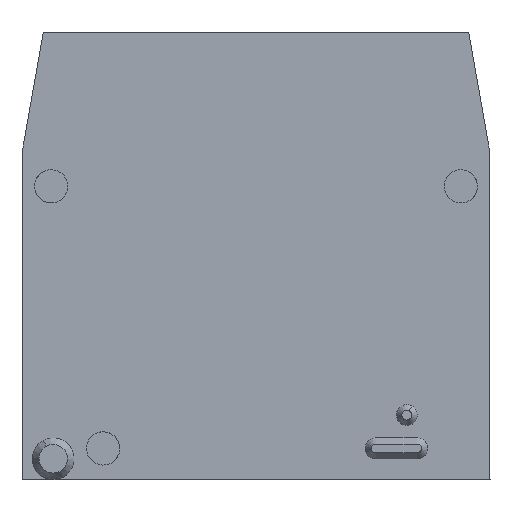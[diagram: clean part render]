
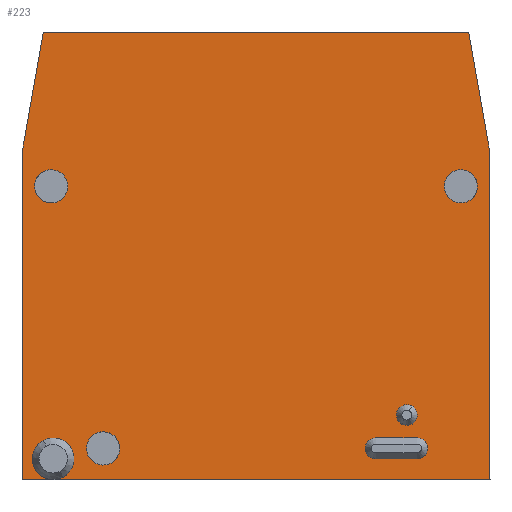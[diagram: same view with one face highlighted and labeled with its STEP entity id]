
A CAD part, left-side view. The second image highlights one B-rep face of the part: STEP entity #223.
In plain terms, the highlighted planar face has unit normal (-1, 0, 0).
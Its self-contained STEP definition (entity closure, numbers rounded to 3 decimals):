
#35=AXIS2_PLACEMENT_3D('Plane Axis2P3D',#32,#33,#34) ;
#88=AXIS2_PLACEMENT_3D('Circle Axis2P3D',#86,#87,$) ;
#95=AXIS2_PLACEMENT_3D('Circle Axis2P3D',#93,#94,$) ;
#102=AXIS2_PLACEMENT_3D('Circle Axis2P3D',#100,#101,$) ;
#119=AXIS2_PLACEMENT_3D('Circle Axis2P3D',#117,#118,$) ;
#128=AXIS2_PLACEMENT_3D('Circle Axis2P3D',#126,#127,$) ;
#137=AXIS2_PLACEMENT_3D('Circle Axis2P3D',#135,#136,$) ;
#146=AXIS2_PLACEMENT_3D('Circle Axis2P3D',#144,#145,$) ;
#155=AXIS2_PLACEMENT_3D('Circle Axis2P3D',#153,#154,$) ;
#164=AXIS2_PLACEMENT_3D('Circle Axis2P3D',#162,#163,$) ;
#173=AXIS2_PLACEMENT_3D('Circle Axis2P3D',#171,#172,$) ;
#182=AXIS2_PLACEMENT_3D('Circle Axis2P3D',#180,#181,$) ;
#191=AXIS2_PLACEMENT_3D('Circle Axis2P3D',#189,#190,$) ;
#207=AXIS2_PLACEMENT_3D('Circle Axis2P3D',#205,#206,$) ;
#32=CARTESIAN_POINT('Axis2P3D Location',(2.,11.2,0.05)) ;
#37=CARTESIAN_POINT('Line Origine',(2.,10.5,0.)) ;
#41=CARTESIAN_POINT('Vertex',(2.,21.,0.)) ;
#43=CARTESIAN_POINT('Vertex',(2.,0.,0.)) ;
#46=CARTESIAN_POINT('Line Origine',(2.,0.,7.85)) ;
#50=CARTESIAN_POINT('Vertex',(2.,0.,15.7)) ;
#53=CARTESIAN_POINT('Line Origine',(2.,0.511,18.6)) ;
#57=CARTESIAN_POINT('Vertex',(2.,1.023,21.5)) ;
#60=CARTESIAN_POINT('Line Origine',(2.,11.25,21.5)) ;
#64=CARTESIAN_POINT('Vertex',(2.,21.477,21.5)) ;
#67=CARTESIAN_POINT('Line Origine',(2.,21.989,18.6)) ;
#71=CARTESIAN_POINT('Vertex',(2.,22.5,15.7)) ;
#74=CARTESIAN_POINT('Line Origine',(2.,22.5,7.85)) ;
#78=CARTESIAN_POINT('Vertex',(2.,22.5,0.)) ;
#81=CARTESIAN_POINT('Line Origine',(2.,21.75,0.)) ;
#86=CARTESIAN_POINT('Axis2P3D Location',(2.,21.,1.)) ;
#90=CARTESIAN_POINT('Vertex',(2.,21.479,1.878)) ;
#93=CARTESIAN_POINT('Axis2P3D Location',(2.,21.,1.)) ;
#97=CARTESIAN_POINT('Vertex',(2.,20.521,0.122)) ;
#100=CARTESIAN_POINT('Axis2P3D Location',(2.,21.,1.)) ;
#117=CARTESIAN_POINT('Axis2P3D Location',(2.,18.6,1.5)) ;
#121=CARTESIAN_POINT('Vertex',(2.,18.984,2.202)) ;
#123=CARTESIAN_POINT('Vertex',(2.,18.216,0.798)) ;
#126=CARTESIAN_POINT('Axis2P3D Location',(2.,18.6,1.5)) ;
#135=CARTESIAN_POINT('Axis2P3D Location',(2.,21.1,14.1)) ;
#139=CARTESIAN_POINT('Vertex',(2.,21.484,14.802)) ;
#141=CARTESIAN_POINT('Vertex',(2.,20.716,13.398)) ;
#144=CARTESIAN_POINT('Axis2P3D Location',(2.,21.1,14.1)) ;
#153=CARTESIAN_POINT('Axis2P3D Location',(2.,1.4,14.1)) ;
#157=CARTESIAN_POINT('Vertex',(2.,1.784,14.802)) ;
#159=CARTESIAN_POINT('Vertex',(2.,1.016,13.398)) ;
#162=CARTESIAN_POINT('Axis2P3D Location',(2.,1.4,14.1)) ;
#171=CARTESIAN_POINT('Axis2P3D Location',(2.,4.,3.1)) ;
#175=CARTESIAN_POINT('Vertex',(2.,3.76,3.539)) ;
#177=CARTESIAN_POINT('Vertex',(2.,4.24,2.661)) ;
#180=CARTESIAN_POINT('Axis2P3D Location',(2.,4.,3.1)) ;
#189=CARTESIAN_POINT('Axis2P3D Location',(2.,3.5,1.5)) ;
#193=CARTESIAN_POINT('Vertex',(2.,3.5,1.)) ;
#195=CARTESIAN_POINT('Vertex',(2.,3.5,2.)) ;
#198=CARTESIAN_POINT('Line Origine',(2.,4.5,1.)) ;
#202=CARTESIAN_POINT('Vertex',(2.,5.5,1.)) ;
#205=CARTESIAN_POINT('Axis2P3D Location',(2.,5.5,1.5)) ;
#209=CARTESIAN_POINT('Vertex',(2.,5.5,2.)) ;
#212=CARTESIAN_POINT('Line Origine',(2.,4.5,2.)) ;
#33=DIRECTION('Axis2P3D Direction',(-1.,-0.,0.)) ;
#34=DIRECTION('Axis2P3D XDirection',(0.,-1.,0.)) ;
#38=DIRECTION('Vector Direction',(0.,1.,0.)) ;
#47=DIRECTION('Vector Direction',(0.,0.,1.)) ;
#54=DIRECTION('Vector Direction',(0.,0.174,0.985)) ;
#61=DIRECTION('Vector Direction',(0.,1.,0.)) ;
#68=DIRECTION('Vector Direction',(0.,-0.174,0.985)) ;
#75=DIRECTION('Vector Direction',(0.,0.,1.)) ;
#82=DIRECTION('Vector Direction',(0.,1.,0.)) ;
#87=DIRECTION('Axis2P3D Direction',(-1.,-0.,0.)) ;
#94=DIRECTION('Axis2P3D Direction',(-1.,-0.,0.)) ;
#101=DIRECTION('Axis2P3D Direction',(-1.,-0.,0.)) ;
#118=DIRECTION('Axis2P3D Direction',(-1.,-0.,0.)) ;
#127=DIRECTION('Axis2P3D Direction',(-1.,-0.,0.)) ;
#136=DIRECTION('Axis2P3D Direction',(-1.,-0.,0.)) ;
#145=DIRECTION('Axis2P3D Direction',(-1.,-0.,0.)) ;
#154=DIRECTION('Axis2P3D Direction',(-1.,-0.,0.)) ;
#163=DIRECTION('Axis2P3D Direction',(-1.,-0.,0.)) ;
#172=DIRECTION('Axis2P3D Direction',(-1.,-0.,0.)) ;
#181=DIRECTION('Axis2P3D Direction',(-1.,-0.,0.)) ;
#190=DIRECTION('Axis2P3D Direction',(-1.,-0.,0.)) ;
#199=DIRECTION('Vector Direction',(0.,1.,0.)) ;
#206=DIRECTION('Axis2P3D Direction',(-1.,-0.,0.)) ;
#213=DIRECTION('Vector Direction',(0.,1.,0.)) ;
#39=VECTOR('Line Direction',#38,1.) ;
#48=VECTOR('Line Direction',#47,1.) ;
#55=VECTOR('Line Direction',#54,1.) ;
#62=VECTOR('Line Direction',#61,1.) ;
#69=VECTOR('Line Direction',#68,1.) ;
#76=VECTOR('Line Direction',#75,1.) ;
#83=VECTOR('Line Direction',#82,1.) ;
#200=VECTOR('Line Direction',#199,1.) ;
#214=VECTOR('Line Direction',#213,1.) ;
#106=ORIENTED_EDGE('',*,*,#45,.T.) ;
#107=ORIENTED_EDGE('',*,*,#52,.T.) ;
#108=ORIENTED_EDGE('',*,*,#59,.T.) ;
#109=ORIENTED_EDGE('',*,*,#66,.T.) ;
#110=ORIENTED_EDGE('',*,*,#73,.T.) ;
#111=ORIENTED_EDGE('',*,*,#80,.T.) ;
#112=ORIENTED_EDGE('',*,*,#85,.T.) ;
#113=ORIENTED_EDGE('',*,*,#92,.F.) ;
#114=ORIENTED_EDGE('',*,*,#99,.F.) ;
#115=ORIENTED_EDGE('',*,*,#104,.F.) ;
#132=ORIENTED_EDGE('',*,*,#125,.F.) ;
#133=ORIENTED_EDGE('',*,*,#130,.F.) ;
#150=ORIENTED_EDGE('',*,*,#143,.F.) ;
#151=ORIENTED_EDGE('',*,*,#148,.F.) ;
#168=ORIENTED_EDGE('',*,*,#161,.F.) ;
#169=ORIENTED_EDGE('',*,*,#166,.F.) ;
#186=ORIENTED_EDGE('',*,*,#179,.T.) ;
#187=ORIENTED_EDGE('',*,*,#184,.T.) ;
#218=ORIENTED_EDGE('',*,*,#197,.F.) ;
#219=ORIENTED_EDGE('',*,*,#204,.F.) ;
#220=ORIENTED_EDGE('',*,*,#211,.F.) ;
#221=ORIENTED_EDGE('',*,*,#216,.F.) ;
#134=FACE_BOUND('',#131,.T.) ;
#152=FACE_BOUND('',#149,.T.) ;
#170=FACE_BOUND('',#167,.T.) ;
#188=FACE_BOUND('',#185,.T.) ;
#222=FACE_BOUND('',#217,.T.) ;
#223=ADVANCED_FACE('PartBody',(#116,#134,#152,#170,#188,#222),#36,.T.) ;
#89=CIRCLE('generated circle',#88,1.) ;
#96=CIRCLE('generated circle',#95,1.) ;
#103=CIRCLE('generated circle',#102,1.) ;
#120=CIRCLE('generated circle',#119,0.8) ;
#129=CIRCLE('generated circle',#128,0.8) ;
#138=CIRCLE('generated circle',#137,0.8) ;
#147=CIRCLE('generated circle',#146,0.8) ;
#156=CIRCLE('generated circle',#155,0.8) ;
#165=CIRCLE('generated circle',#164,0.8) ;
#174=CIRCLE('generated circle',#173,0.5) ;
#183=CIRCLE('generated circle',#182,0.5) ;
#192=CIRCLE('generated circle',#191,0.5) ;
#208=CIRCLE('generated circle',#207,0.5) ;
#45=EDGE_CURVE('',#42,#44,#40,.F.) ;
#52=EDGE_CURVE('',#44,#51,#49,.T.) ;
#59=EDGE_CURVE('',#51,#58,#56,.T.) ;
#66=EDGE_CURVE('',#58,#65,#63,.T.) ;
#73=EDGE_CURVE('',#65,#72,#70,.F.) ;
#80=EDGE_CURVE('',#72,#79,#77,.F.) ;
#85=EDGE_CURVE('',#79,#42,#84,.F.) ;
#92=EDGE_CURVE('',#91,#42,#89,.T.) ;
#99=EDGE_CURVE('',#98,#91,#96,.T.) ;
#104=EDGE_CURVE('',#42,#98,#103,.T.) ;
#125=EDGE_CURVE('',#122,#124,#120,.T.) ;
#130=EDGE_CURVE('',#124,#122,#129,.T.) ;
#143=EDGE_CURVE('',#140,#142,#138,.T.) ;
#148=EDGE_CURVE('',#142,#140,#147,.T.) ;
#161=EDGE_CURVE('',#158,#160,#156,.T.) ;
#166=EDGE_CURVE('',#160,#158,#165,.T.) ;
#179=EDGE_CURVE('',#176,#178,#174,.F.) ;
#184=EDGE_CURVE('',#178,#176,#183,.F.) ;
#197=EDGE_CURVE('',#194,#196,#192,.T.) ;
#204=EDGE_CURVE('',#203,#194,#201,.F.) ;
#211=EDGE_CURVE('',#210,#203,#208,.T.) ;
#216=EDGE_CURVE('',#196,#210,#215,.T.) ;
#105=EDGE_LOOP('',(#106,#107,#108,#109,#110,#111,#112,#113,#114,#115)) ;
#131=EDGE_LOOP('',(#132,#133)) ;
#149=EDGE_LOOP('',(#150,#151)) ;
#167=EDGE_LOOP('',(#168,#169)) ;
#185=EDGE_LOOP('',(#186,#187)) ;
#217=EDGE_LOOP('',(#218,#219,#220,#221)) ;
#116=FACE_OUTER_BOUND('',#105,.T.) ;
#40=LINE('Line',#37,#39) ;
#49=LINE('Line',#46,#48) ;
#56=LINE('Line',#53,#55) ;
#63=LINE('Line',#60,#62) ;
#70=LINE('Line',#67,#69) ;
#77=LINE('Line',#74,#76) ;
#84=LINE('Line',#81,#83) ;
#201=LINE('Line',#198,#200) ;
#215=LINE('Line',#212,#214) ;
#36=PLANE('',#35) ;
#42=VERTEX_POINT('',#41) ;
#44=VERTEX_POINT('',#43) ;
#51=VERTEX_POINT('',#50) ;
#58=VERTEX_POINT('',#57) ;
#65=VERTEX_POINT('',#64) ;
#72=VERTEX_POINT('',#71) ;
#79=VERTEX_POINT('',#78) ;
#91=VERTEX_POINT('',#90) ;
#98=VERTEX_POINT('',#97) ;
#122=VERTEX_POINT('',#121) ;
#124=VERTEX_POINT('',#123) ;
#140=VERTEX_POINT('',#139) ;
#142=VERTEX_POINT('',#141) ;
#158=VERTEX_POINT('',#157) ;
#160=VERTEX_POINT('',#159) ;
#176=VERTEX_POINT('',#175) ;
#178=VERTEX_POINT('',#177) ;
#194=VERTEX_POINT('',#193) ;
#196=VERTEX_POINT('',#195) ;
#203=VERTEX_POINT('',#202) ;
#210=VERTEX_POINT('',#209) ;
